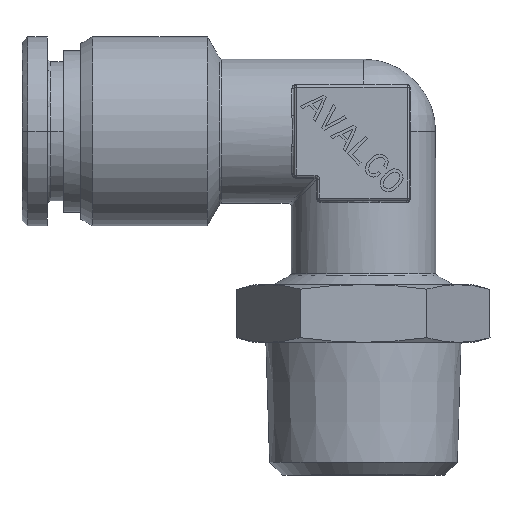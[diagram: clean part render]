
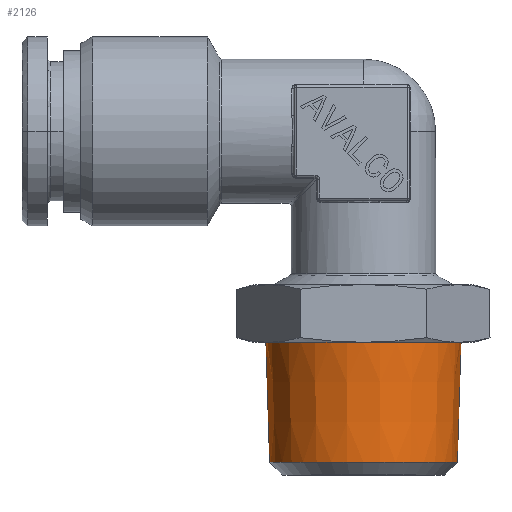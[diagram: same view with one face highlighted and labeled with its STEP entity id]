
A CAD part, top view. The second image highlights one B-rep face of the part: STEP entity #2126.
In plain terms, the highlighted conical face has half-angle 1.78 degrees and reference radius 8.297 mm.
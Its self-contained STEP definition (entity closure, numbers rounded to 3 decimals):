
#1983=CARTESIAN_POINT('Axis2P3D Location',(0.,-28.7,0.)) ;
#1987=CARTESIAN_POINT('Vertex',(8.135,-28.7,0.)) ;
#1989=CARTESIAN_POINT('Vertex',(-8.135,-28.7,0.)) ;
#2096=CARTESIAN_POINT('Axis2P3D Location',(0.,-23.5,0.)) ;
#2101=CARTESIAN_POINT('Axis2P3D Location',(0.,-18.3,0.)) ;
#2105=CARTESIAN_POINT('Vertex',(8.458,-18.3,0.)) ;
#2107=CARTESIAN_POINT('Vertex',(-8.458,-18.3,0.)) ;
#2110=CARTESIAN_POINT('Line Origine',(-15535.08,499601.742,0.)) ;
#2115=CARTESIAN_POINT('Line Origine',(15535.08,499601.742,0.)) ;
#1984=DIRECTION('Axis2P3D Direction',(-0.,1.,0.)) ;
#2097=DIRECTION('Axis2P3D Direction',(0.,1.,0.)) ;
#2098=DIRECTION('Axis2P3D XDirection',(-1.,0.,0.)) ;
#2102=DIRECTION('Axis2P3D Direction',(-0.,1.,0.)) ;
#2111=DIRECTION('Vector Direction',(-0.031,1.,0.)) ;
#2116=DIRECTION('Vector Direction',(0.031,1.,0.)) ;
#1985=AXIS2_PLACEMENT_3D('Circle Axis2P3D',#1983,#1984,$) ;
#2099=AXIS2_PLACEMENT_3D('Cone Axis2P3D',#2096,#2097,#2098) ;
#2103=AXIS2_PLACEMENT_3D('Circle Axis2P3D',#2101,#2102,$) ;
#2121=ORIENTED_EDGE('',*,*,#2109,.T.) ;
#2122=ORIENTED_EDGE('',*,*,#2114,.T.) ;
#2123=ORIENTED_EDGE('',*,*,#1991,.F.) ;
#2124=ORIENTED_EDGE('',*,*,#2119,.F.) ;
#2112=VECTOR('Line Direction',#2111,1.) ;
#2117=VECTOR('Line Direction',#2116,1.) ;
#2126=ADVANCED_FACE('PR505B-10R38',(#2125),#2100,.T.) ;
#1986=CIRCLE('generated circle',#1985,8.135) ;
#2104=CIRCLE('generated circle',#2103,8.458) ;
#2100=CONICAL_SURFACE('Cone',#2099,8.297,0.031) ;
#1991=EDGE_CURVE('',#1988,#1990,#1986,.F.) ;
#2109=EDGE_CURVE('',#2106,#2108,#2104,.F.) ;
#2114=EDGE_CURVE('',#2108,#1990,#2113,.F.) ;
#2119=EDGE_CURVE('',#2106,#1988,#2118,.F.) ;
#2120=EDGE_LOOP('',(#2121,#2122,#2123,#2124)) ;
#2125=FACE_OUTER_BOUND('',#2120,.T.) ;
#2113=LINE('Line',#2110,#2112) ;
#2118=LINE('Line',#2115,#2117) ;
#1988=VERTEX_POINT('',#1987) ;
#1990=VERTEX_POINT('',#1989) ;
#2106=VERTEX_POINT('',#2105) ;
#2108=VERTEX_POINT('',#2107) ;
